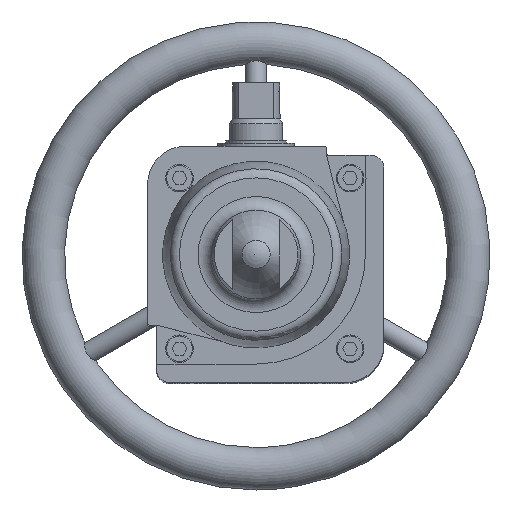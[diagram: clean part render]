
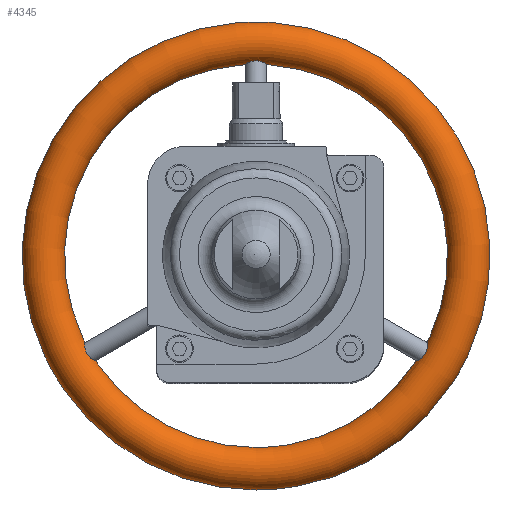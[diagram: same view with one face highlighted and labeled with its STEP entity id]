
A CAD part, top view. The second image highlights one B-rep face of the part: STEP entity #4345.
In plain terms, the highlighted toroidal (fillet/blend) face has major radius 100 mm and minor radius 10 mm.
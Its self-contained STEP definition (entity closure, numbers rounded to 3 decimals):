
#53=TOROIDAL_SURFACE('',#4734,100.,10.);
#126=B_SPLINE_CURVE_WITH_KNOTS('',3,(#6947,#6948,#6949,#6950,#6951,#6952,
#6953,#6954,#6955,#6956,#6957,#6958,#6959,#6960,#6961,#6962,#6963,#6964),
 .UNSPECIFIED.,.T.,.F.,(1,1,1,1,1,1,1,1,1,1,1,1,1,1,1,1,1,1,1,1,1,1),(-0.006,
-0.004,-0.002,0.,0.002,0.004,
0.006,0.008,0.01,0.012,
0.014,0.016,0.018,0.02,
0.024,0.026,0.028,0.03,
0.032,0.034,0.036,0.038),
 .UNSPECIFIED.);
#127=B_SPLINE_CURVE_WITH_KNOTS('',3,(#6967,#6968,#6969,#6970,#6971,#6972,
#6973,#6974,#6975,#6976,#6977,#6978,#6979,#6980,#6981,#6982,#6983,#6984),
 .UNSPECIFIED.,.T.,.F.,(1,1,1,1,1,1,1,1,1,1,1,1,1,1,1,1,1,1,1,1,1,1),(-0.006,
-0.004,-0.002,0.,0.002,0.004,
0.006,0.008,0.01,0.012,
0.014,0.016,0.02,0.022,
0.024,0.026,0.028,0.03,
0.032,0.034,0.036,0.038),
 .UNSPECIFIED.);
#128=B_SPLINE_CURVE_WITH_KNOTS('',3,(#6987,#6988,#6989,#6990,#6991,#6992,
#6993,#6994,#6995,#6996,#6997,#6998,#6999,#7000,#7001,#7002,#7003,#7004),
 .UNSPECIFIED.,.T.,.F.,(1,1,1,1,1,1,1,1,1,1,1,1,1,1,1,1,1,1,1,1,1,1),(-0.006,
-0.004,-0.002,0.,0.002,0.004,
0.008,0.01,0.012,0.014,
0.016,0.018,0.02,0.022,
0.024,0.026,0.028,0.03,
0.032,0.034,0.036,0.04),
 .UNSPECIFIED.);
#1351=ORIENTED_EDGE('',*,*,#2393,.F.);
#1352=ORIENTED_EDGE('',*,*,#2392,.F.);
#1353=ORIENTED_EDGE('',*,*,#2391,.F.);
#2391=EDGE_CURVE('',#2923,#2923,#126,.T.);
#2392=EDGE_CURVE('',#2924,#2924,#127,.T.);
#2393=EDGE_CURVE('',#2925,#2925,#128,.T.);
#2923=VERTEX_POINT('',#6965);
#2924=VERTEX_POINT('',#6985);
#2925=VERTEX_POINT('',#7005);
#3495=EDGE_LOOP('',(#1351));
#3496=EDGE_LOOP('',(#1352));
#3497=EDGE_LOOP('',(#1353));
#3897=FACE_BOUND('',#3495,.T.);
#3898=FACE_BOUND('',#3496,.T.);
#3899=FACE_BOUND('',#3497,.T.);
#4345=ADVANCED_FACE('',(#3897,#3898,#3899),#53,.T.);
#4734=AXIS2_PLACEMENT_3D('',#7006,#5477,#5478);
#5477=DIRECTION('',(0.,0.,-1.));
#5478=DIRECTION('',(-1.,0.,0.));
#6947=CARTESIAN_POINT('',(-4.334,90.031,-226.022));
#6948=CARTESIAN_POINT('',(-3.064,90.532,-227.549));
#6949=CARTESIAN_POINT('',(-1.327,91.037,-228.551));
#6950=CARTESIAN_POINT('',(0.754,91.125,-228.7));
#6951=CARTESIAN_POINT('',(2.628,90.686,-227.889));
#6952=CARTESIAN_POINT('',(4.022,90.157,-226.499));
#6953=CARTESIAN_POINT('',(4.914,89.818,-224.681));
#6954=CARTESIAN_POINT('',(5.109,89.893,-222.626));
#6955=CARTESIAN_POINT('',(4.47,90.423,-220.721));
#6956=CARTESIAN_POINT('',(3.137,91.139,-219.318));
#6957=CARTESIAN_POINT('',(1.325,91.694,-218.521));
#6958=CARTESIAN_POINT('',(-1.428,91.81,-218.378));
#6959=CARTESIAN_POINT('',(-3.869,90.832,-219.672));
#6960=CARTESIAN_POINT('',(-5.006,90.007,-222.038));
#6961=CARTESIAN_POINT('',(-5.053,89.788,-224.098));
#6962=CARTESIAN_POINT('',(-4.334,90.031,-226.022));
#6963=CARTESIAN_POINT('',(-3.064,90.532,-227.549));
#6964=CARTESIAN_POINT('',(-1.327,91.037,-228.551));
#6965=CARTESIAN_POINT('',(-2.986,90.533,-227.461));
#6967=CARTESIAN_POINT('',(-78.383,-46.42,-228.645));
#6968=CARTESIAN_POINT('',(-79.423,-44.593,-228.623));
#6969=CARTESIAN_POINT('',(-79.9,-42.807,-227.701));
#6970=CARTESIAN_POINT('',(-80.117,-41.401,-226.232));
#6971=CARTESIAN_POINT('',(-80.265,-40.571,-224.36));
#6972=CARTESIAN_POINT('',(-80.431,-40.591,-222.298));
#6973=CARTESIAN_POINT('',(-80.553,-41.547,-220.457));
#6974=CARTESIAN_POINT('',(-80.46,-43.135,-219.147));
#6975=CARTESIAN_POINT('',(-79.955,-45.005,-218.455));
#6976=CARTESIAN_POINT('',(-78.568,-47.39,-218.468));
#6977=CARTESIAN_POINT('',(-76.503,-48.896,-219.901));
#6978=CARTESIAN_POINT('',(-75.354,-49.361,-222.36));
#6979=CARTESIAN_POINT('',(-75.277,-49.216,-224.425));
#6980=CARTESIAN_POINT('',(-75.948,-48.655,-226.297));
#6981=CARTESIAN_POINT('',(-77.071,-47.75,-227.748));
#6982=CARTESIAN_POINT('',(-78.383,-46.42,-228.645));
#6983=CARTESIAN_POINT('',(-79.423,-44.593,-228.623));
#6984=CARTESIAN_POINT('',(-79.9,-42.807,-227.701));
#6985=CARTESIAN_POINT('',(-79.329,-44.6,-228.473));
#6987=CARTESIAN_POINT('',(75.762,-48.8,-225.939));
#6988=CARTESIAN_POINT('',(75.224,-49.283,-224.008));
#6989=CARTESIAN_POINT('',(75.474,-49.331,-221.947));
#6990=CARTESIAN_POINT('',(76.797,-48.725,-219.608));
#6991=CARTESIAN_POINT('',(78.855,-47.073,-218.358));
#6992=CARTESIAN_POINT('',(80.102,-44.615,-218.542));
#6993=CARTESIAN_POINT('',(80.506,-42.773,-219.37));
#6994=CARTESIAN_POINT('',(80.54,-41.29,-220.794));
#6995=CARTESIAN_POINT('',(80.397,-40.508,-222.707));
#6996=CARTESIAN_POINT('',(80.235,-40.679,-224.77));
#6997=CARTESIAN_POINT('',(80.081,-41.654,-226.574));
#6998=CARTESIAN_POINT('',(79.834,-43.146,-227.942));
#6999=CARTESIAN_POINT('',(79.256,-44.995,-228.716));
#7000=CARTESIAN_POINT('',(78.112,-46.742,-228.519));
#7001=CARTESIAN_POINT('',(76.813,-47.968,-227.486));
#7002=CARTESIAN_POINT('',(75.762,-48.8,-225.939));
#7003=CARTESIAN_POINT('',(75.224,-49.283,-224.008));
#7004=CARTESIAN_POINT('',(75.474,-49.331,-221.947));
#7005=CARTESIAN_POINT('',(75.356,-49.21,-223.987));
#7006=CARTESIAN_POINT('',(0.,0.,-224.1));
